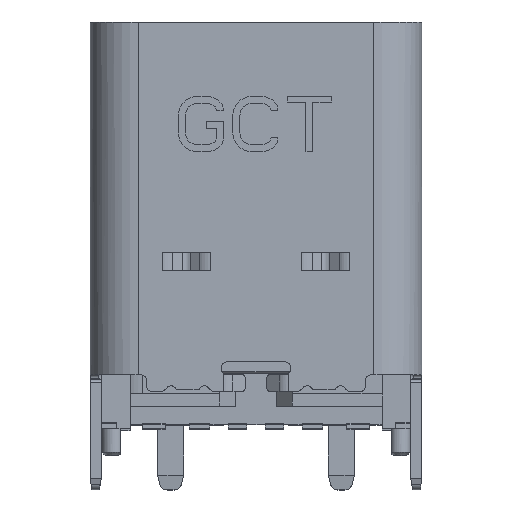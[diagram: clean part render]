
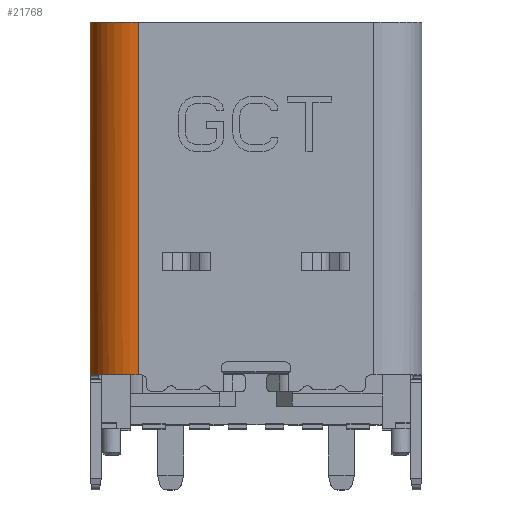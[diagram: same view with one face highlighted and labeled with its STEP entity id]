
A CAD part, top view. The second image highlights one B-rep face of the part: STEP entity #21768.
In plain terms, the highlighted cylindrical face has radius 1.3 mm (diameter 2.6 mm), a partial arc.
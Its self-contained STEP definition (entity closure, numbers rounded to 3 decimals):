
#1111=B_SPLINE_CURVE_WITH_KNOTS('',3,(#36136,#36137,#36138,#36139),
 .UNSPECIFIED.,.F.,.F.,(4,4),(0.,0.),
 .UNSPECIFIED.);
#1275=LINE('',#35708,#4125);
#1476=LINE('',#36145,#4326);
#4125=VECTOR('',#29595,1000.);
#4326=VECTOR('',#30030,1000.);
#7421=ORIENTED_EDGE('',*,*,#13744,.T.);
#7422=ORIENTED_EDGE('',*,*,#13745,.T.);
#7423=ORIENTED_EDGE('',*,*,#13530,.F.);
#7424=ORIENTED_EDGE('',*,*,#13746,.T.);
#7425=ORIENTED_EDGE('',*,*,#13747,.T.);
#13530=EDGE_CURVE('',#16790,#16791,#1275,.T.);
#13744=EDGE_CURVE('',#16903,#16904,#1111,.T.);
#13745=EDGE_CURVE('',#16904,#16791,#18762,.T.);
#13746=EDGE_CURVE('',#16790,#16905,#18763,.T.);
#13747=EDGE_CURVE('',#16905,#16903,#1476,.T.);
#16790=VERTEX_POINT('',#35707);
#16791=VERTEX_POINT('',#35709);
#16903=VERTEX_POINT('',#36140);
#16904=VERTEX_POINT('',#36141);
#16905=VERTEX_POINT('',#36144);
#18762=CIRCLE('',#27990,1.3);
#18763=CIRCLE('',#27991,1.3);
#19140=EDGE_LOOP('',(#7421,#7422,#7423,#7424,#7425));
#20366=FACE_BOUND('',#19140,.T.);
#21492=CYLINDRICAL_SURFACE('',#27989,1.3);
#21768=ADVANCED_FACE('',(#20366),#21492,.T.);
#27989=AXIS2_PLACEMENT_3D('',#36135,#30024,#30025);
#27990=AXIS2_PLACEMENT_3D('',#36142,#30026,#30027);
#27991=AXIS2_PLACEMENT_3D('',#36143,#30028,#30029);
#29595=DIRECTION('',(0.,1.,0.));
#30024=DIRECTION('',(0.,-1.,0.));
#30025=DIRECTION('',(0.,0.,-1.));
#30026=DIRECTION('',(0.,-1.,0.));
#30027=DIRECTION('',(0.,0.,1.));
#30028=DIRECTION('',(0.,1.,0.));
#30029=DIRECTION('',(0.,0.,-1.));
#30030=DIRECTION('',(0.,1.,0.));
#35707=CARTESIAN_POINT('',(25.17,-19.15,-8.17));
#35708=CARTESIAN_POINT('',(25.17,-14.65,-8.17));
#35709=CARTESIAN_POINT('',(25.17,-9.65,-8.17));
#36135=CARTESIAN_POINT('',(25.17,-14.65,-9.47));
#36136=CARTESIAN_POINT('',(26.47,-9.55,-9.47));
#36137=CARTESIAN_POINT('',(26.47,-9.603,-9.47));
#36138=CARTESIAN_POINT('',(26.47,-9.65,-9.423));
#36139=CARTESIAN_POINT('',(26.466,-9.65,-9.37));
#36140=CARTESIAN_POINT('',(26.47,-9.55,-9.47));
#36141=CARTESIAN_POINT('',(26.466,-9.65,-9.37));
#36142=CARTESIAN_POINT('',(25.17,-9.65,-9.47));
#36143=CARTESIAN_POINT('',(25.17,-19.15,-9.47));
#36144=CARTESIAN_POINT('',(26.47,-19.15,-9.47));
#36145=CARTESIAN_POINT('',(26.47,-14.65,-9.47));
